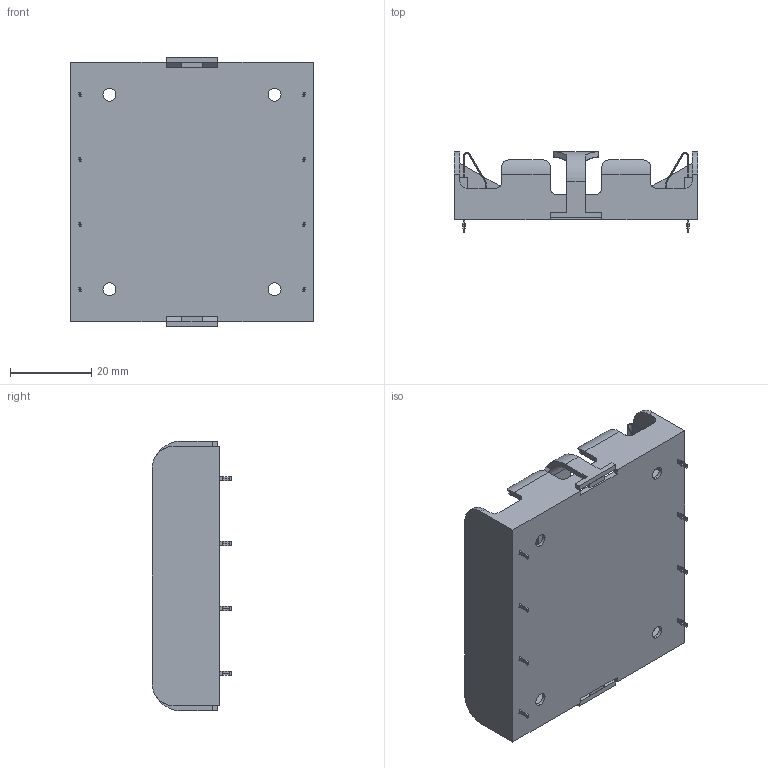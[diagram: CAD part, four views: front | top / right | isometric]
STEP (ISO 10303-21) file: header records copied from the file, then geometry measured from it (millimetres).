
FILE_DESCRIPTION (( 'STEP AP214' ), '1' );
FILE_NAME ('BK-1279-PC8.STEP', '2019-12-24T18:37:49', ( '' ), ( '' ), 'SwSTEP 2.0', 'SolidWorks 2017', '' );
FILE_SCHEMA (( 'AUTOMOTIVE_DESIGN' ));
Length unit declared in the file: millimetre
Products named in the file (1): BK-1279-PC8
Bounding box: 60 x 19.72 x 66.54 mm (x, y, z)
Volume: 11903.2 mm3; surface area: 22271.3 mm2
Topology: 10 solids, 10 shells, 562 faces, 1626 edges, 1072 vertices
Faces by surface type: plane 446, cylinder 116
Entity records: 18709 total; most frequent: CARTESIAN_POINT 3525, ORIENTED_EDGE 3252, DIRECTION 2976, EDGE_CURVE 1626, VECTOR 1354, LINE 1354, VERTEX_POINT 1072, AXIS2_PLACEMENT_3D 811
